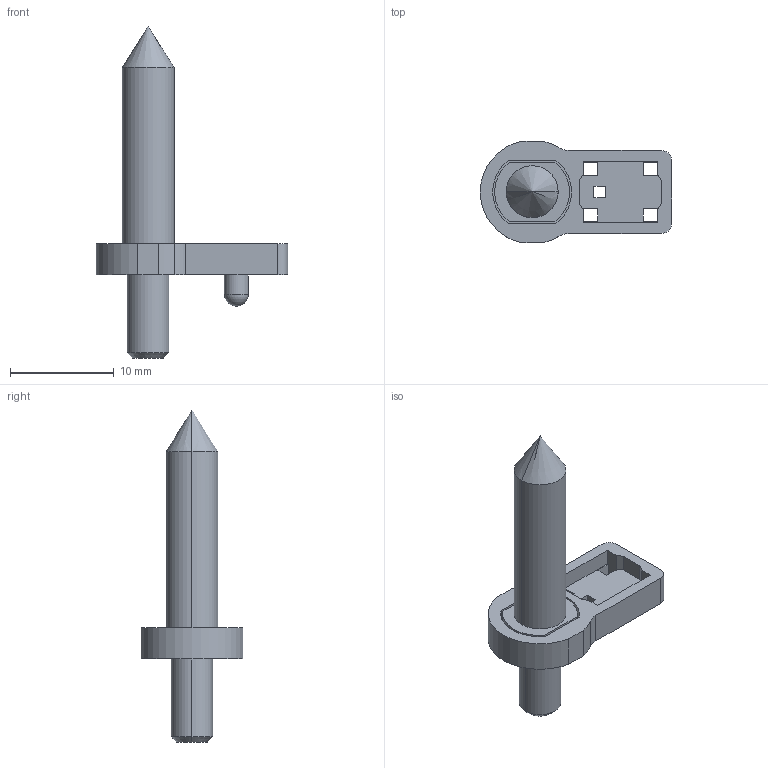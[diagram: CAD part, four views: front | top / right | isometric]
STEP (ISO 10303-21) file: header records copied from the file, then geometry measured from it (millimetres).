
FILE_DESCRIPTION((''),'2;1');
FILE_NAME('ERNI_214363_Part1.stp','2015-01-15T13:26:12',(''),(''),'Mechanical Desktop 2011','Mechanical Desktop 2011',', , ');
FILE_SCHEMA(('AUTOMOTIVE_DESIGN { 1 2 10303 214 1 1 1 1 }'));
Length unit declared in the file: millimetre
Products named in the file (1): Product
Bounding box: 18.45 x 9.8 x 32 mm (x, y, z)
Volume: 831.8 mm3; surface area: 1128.6 mm2
Topology: 5 solids, 5 shells, 70 faces, 186 edges, 120 vertices
Faces by surface type: plane 47, cylinder 17, cone 4, sphere 2
Entity records: 2200 total; most frequent: CARTESIAN_POINT 373, ORIENTED_EDGE 364, DIRECTION 362, EDGE_CURVE 182, VECTOR 144, LINE 144, VERTEX_POINT 120, AXIS2_PLACEMENT_3D 109
